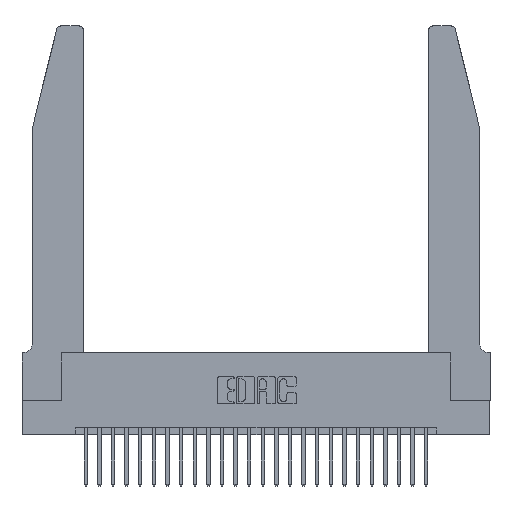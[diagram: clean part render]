
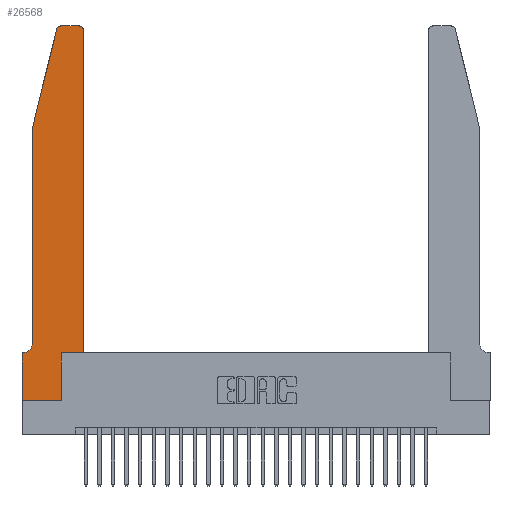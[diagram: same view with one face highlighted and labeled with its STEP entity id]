
A CAD part, top view. The second image highlights one B-rep face of the part: STEP entity #26568.
In plain terms, the highlighted planar face has unit normal (0, 0, 1).
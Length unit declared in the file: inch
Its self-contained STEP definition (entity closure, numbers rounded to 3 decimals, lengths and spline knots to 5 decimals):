
#523 = CARTESIAN_POINT ( 'NONE',  ( 0.4505, 0.35, 0.37 ) ) ;
#536 = LINE ( 'NONE', #15179, #11818 ) ;
#564 = EDGE_CURVE ( 'NONE', #24312, #6408, #24745, .T. ) ;
#730 = CARTESIAN_POINT ( 'NONE',  ( 0.0755, 0.35, 0.37 ) ) ;
#1172 = AXIS2_PLACEMENT_3D ( 'NONE', #26920, #22521, #7949 ) ;
#1265 = VERTEX_POINT ( 'NONE', #7377 ) ;
#1273 = DIRECTION ( 'NONE',  ( -1., 0., 0. ) ) ;
#1896 = EDGE_CURVE ( 'NONE', #6408, #19929, #6216, .T. ) ;
#2014 = EDGE_CURVE ( 'NONE', #24489, #14931, #9850, .T. ) ;
#2025 = ORIENTED_EDGE ( 'NONE', *, *, #8850, .T. ) ;
#2245 = AXIS2_PLACEMENT_3D ( 'NONE', #3331, #18124, #18207 ) ;
#2561 = CARTESIAN_POINT ( 'NONE',  ( 0., 0., 0.37 ) ) ;
#2674 = EDGE_CURVE ( 'NONE', #16795, #8679, #26945, .T. ) ;
#3331 = CARTESIAN_POINT ( 'NONE',  ( 0.0055, 0.42, 0.37 ) ) ;
#3420 = CARTESIAN_POINT ( 'NONE',  ( 0.2865, 0.35, 0.37 ) ) ;
#3490 = ORIENTED_EDGE ( 'NONE', *, *, #1896, .T. ) ;
#4313 = CARTESIAN_POINT ( 'NONE',  ( 0.0755, 2., 0.37 ) ) ;
#4328 = ORIENTED_EDGE ( 'NONE', *, *, #19304, .T. ) ;
#4413 = DIRECTION ( 'NONE',  ( 0., -1., 0. ) ) ;
#4548 = VECTOR ( 'NONE', #4413, 39.37008 ) ;
#4764 = ORIENTED_EDGE ( 'NONE', *, *, #2674, .T. ) ;
#4766 = ORIENTED_EDGE ( 'NONE', *, *, #11595, .T. ) ;
#5155 = ORIENTED_EDGE ( 'NONE', *, *, #2014, .T. ) ;
#5521 = CARTESIAN_POINT ( 'NONE',  ( 0.4505, 0.35, 0.37 ) ) ;
#5554 = VERTEX_POINT ( 'NONE', #20063 ) ;
#6216 = LINE ( 'NONE', #25031, #16134 ) ;
#6247 = VERTEX_POINT ( 'NONE', #7565 ) ;
#6408 = VERTEX_POINT ( 'NONE', #25244 ) ;
#6626 = ORIENTED_EDGE ( 'NONE', *, *, #22743, .T. ) ;
#6737 = CARTESIAN_POINT ( 'NONE',  ( 0.4205, 2.72, 0.37 ) ) ;
#7035 = DIRECTION ( 'NONE',  ( 1., 0., 0. ) ) ;
#7103 = ORIENTED_EDGE ( 'NONE', *, *, #19886, .T. ) ;
#7152 = VECTOR ( 'NONE', #13768, 39.37008 ) ;
#7238 = FACE_OUTER_BOUND ( 'NONE', #25134, .T. ) ;
#7377 = CARTESIAN_POINT ( 'NONE',  ( 0.2865, 0., 0.37 ) ) ;
#7565 = CARTESIAN_POINT ( 'NONE',  ( 0.4505, 2.72, 0.37 ) ) ;
#7597 = CARTESIAN_POINT ( 'NONE',  ( 0., 0., 0.37 ) ) ;
#7917 = ORIENTED_EDGE ( 'NONE', *, *, #564, .T. ) ;
#7949 = DIRECTION ( 'NONE',  ( 1., 0., 0. ) ) ;
#8679 = VERTEX_POINT ( 'NONE', #7597 ) ;
#8850 = EDGE_CURVE ( 'NONE', #26458, #5554, #17490, .T. ) ;
#9147 = VECTOR ( 'NONE', #1273, 39.37008 ) ;
#9824 = VECTOR ( 'NONE', #15381, 39.37008 ) ;
#9850 = LINE ( 'NONE', #523, #23044 ) ;
#9876 = CARTESIAN_POINT ( 'NONE',  ( 0.2605, 2.75, 0.37 ) ) ;
#10289 = DIRECTION ( 'NONE',  ( -0.239, -0.971, 0. ) ) ;
#10514 = AXIS2_PLACEMENT_3D ( 'NONE', #6737, #12742, #19300 ) ;
#10796 = LINE ( 'NONE', #9876, #9147 ) ;
#11354 = DIRECTION ( 'NONE',  ( 0., 0., 1. ) ) ;
#11595 = EDGE_CURVE ( 'NONE', #14931, #6247, #23949, .T. ) ;
#11818 = VECTOR ( 'NONE', #13087, 39.37008 ) ;
#12004 = LINE ( 'NONE', #730, #22546 ) ;
#12026 = PLANE ( 'NONE',  #1172 ) ;
#12742 = DIRECTION ( 'NONE',  ( 0., 0., 1. ) ) ;
#13087 = DIRECTION ( 'NONE',  ( 1., 0., 0. ) ) ;
#13105 = CARTESIAN_POINT ( 'NONE',  ( 0.4205, 2.75, 0.37 ) ) ;
#13124 = CARTESIAN_POINT ( 'NONE',  ( 0.284, 2.72, 0.37 ) ) ;
#13294 = CARTESIAN_POINT ( 'NONE',  ( 0.4505, 0.35, 0.37 ) ) ;
#13768 = DIRECTION ( 'NONE',  ( 0., 1., 0. ) ) ;
#13833 = CARTESIAN_POINT ( 'NONE',  ( 0.284, 2.75, 0.37 ) ) ;
#14725 = CARTESIAN_POINT ( 'NONE',  ( 0.2865, 0.35, 0.37 ) ) ;
#14931 = VERTEX_POINT ( 'NONE', #13294 ) ;
#15142 = VECTOR ( 'NONE', #20100, 39.37008 ) ;
#15179 = CARTESIAN_POINT ( 'NONE',  ( 0., 0., 0.37 ) ) ;
#15319 = DIRECTION ( 'NONE',  ( 1., 0., 0. ) ) ;
#15381 = DIRECTION ( 'NONE',  ( 0., -1., 0. ) ) ;
#15632 = DIRECTION ( 'NONE',  ( -1., 0., 0. ) ) ;
#15981 = EDGE_CURVE ( 'NONE', #1265, #24489, #20112, .T. ) ;
#16134 = VECTOR ( 'NONE', #10289, 39.37008 ) ;
#16274 = ORIENTED_EDGE ( 'NONE', *, *, #19272, .T. ) ;
#16795 = VERTEX_POINT ( 'NONE', #18751 ) ;
#17359 = AXIS2_PLACEMENT_3D ( 'NONE', #13124, #11354, #7035 ) ;
#17490 = CIRCLE ( 'NONE', #2245, 0.07 ) ;
#18124 = DIRECTION ( 'NONE',  ( 0., 0., -1. ) ) ;
#18207 = DIRECTION ( 'NONE',  ( -1., 0., 0. ) ) ;
#18751 = CARTESIAN_POINT ( 'NONE',  ( 0., 0.35, 0.37 ) ) ;
#19034 = ORIENTED_EDGE ( 'NONE', *, *, #20199, .T. ) ;
#19272 = EDGE_CURVE ( 'NONE', #8679, #1265, #536, .T. ) ;
#19300 = DIRECTION ( 'NONE',  ( 1., 0., 0. ) ) ;
#19304 = EDGE_CURVE ( 'NONE', #19929, #26458, #25020, .T. ) ;
#19886 = EDGE_CURVE ( 'NONE', #20191, #24312, #10796, .T. ) ;
#19929 = VERTEX_POINT ( 'NONE', #22098 ) ;
#20063 = CARTESIAN_POINT ( 'NONE',  ( 0.0055, 0.35, 0.37 ) ) ;
#20100 = DIRECTION ( 'NONE',  ( 0., 1., 0. ) ) ;
#20112 = LINE ( 'NONE', #3420, #15142 ) ;
#20191 = VERTEX_POINT ( 'NONE', #13105 ) ;
#20199 = EDGE_CURVE ( 'NONE', #6247, #20191, #22997, .T. ) ;
#21419 = ORIENTED_EDGE ( 'NONE', *, *, #15981, .T. ) ;
#22098 = CARTESIAN_POINT ( 'NONE',  ( 0.0755, 2., 0.37 ) ) ;
#22156 = CARTESIAN_POINT ( 'NONE',  ( 0.0755, 0.42, 0.37 ) ) ;
#22521 = DIRECTION ( 'NONE',  ( 0., 0., 1. ) ) ;
#22546 = VECTOR ( 'NONE', #15632, 39.37008 ) ;
#22743 = EDGE_CURVE ( 'NONE', #5554, #16795, #12004, .T. ) ;
#22997 = CIRCLE ( 'NONE', #10514, 0.03 ) ;
#23044 = VECTOR ( 'NONE', #15319, 39.37008 ) ;
#23949 = LINE ( 'NONE', #5521, #7152 ) ;
#24312 = VERTEX_POINT ( 'NONE', #13833 ) ;
#24489 = VERTEX_POINT ( 'NONE', #14725 ) ;
#24745 = CIRCLE ( 'NONE', #17359, 0.03 ) ;
#25020 = LINE ( 'NONE', #4313, #4548 ) ;
#25031 = CARTESIAN_POINT ( 'NONE',  ( 0.0755, 2., 0.37 ) ) ;
#25134 = EDGE_LOOP ( 'NONE', ( #7103, #7917, #3490, #4328, #2025, #6626, #4764, #16274, #21419, #5155, #4766, #19034 ) ) ;
#25244 = CARTESIAN_POINT ( 'NONE',  ( 0.25487, 2.72718, 0.37 ) ) ;
#26458 = VERTEX_POINT ( 'NONE', #22156 ) ;
#26568 = ADVANCED_FACE ( 'NONE', ( #7238 ), #12026, .T. ) ;
#26920 = CARTESIAN_POINT ( 'NONE',  ( 0., 0.35, 0.37 ) ) ;
#26945 = LINE ( 'NONE', #2561, #9824 ) ;
